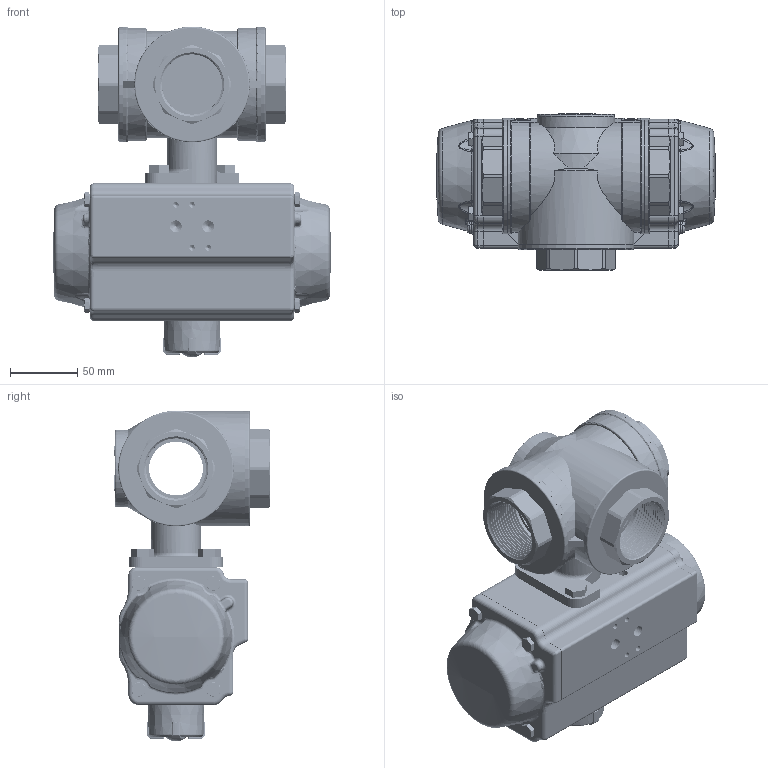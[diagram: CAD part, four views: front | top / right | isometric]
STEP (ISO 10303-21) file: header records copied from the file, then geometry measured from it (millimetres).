
FILE_DESCRIPTION(/* description */ ('Unknown','CAx-IF Rec.Pracs.---Representation and Presentation of Product Manufacturing Information (PMI)---4.0---2014-10-13','CAx-IF Rec.Pracs.---3D Tessellated Geometry---0.4---2014-09-14','2;1'),/* implementation_level */ '2;1');
FILE_NAME(/* name */ 'DW04 0837_0838-08',/* time_stamp */ '2023-10-31T09:38:14+01:00',/* author */ ('Unknown'),/* organization */ ('Unknown'),/* preprocessor_version */ 'ST-DEVELOPER v18.102',/* originating_system */ 'Solid Edge',/* authorisation */ 'Unknown');
FILE_SCHEMA (('AP242_MANAGED_MODEL_BASED_3D_ENGINEERING_MIM_LF { 1 0 10303 442 1 1 4 }'));
Products named in the file (14): DW70-2.330_335.040; 2.330_335.040; 351-08-002; 351-08-005; 351-08-001; M8x20; DW70_FR52; ____; ________(___________; _____________; ______; hex head bolts-full thread grade c gb_GB_FASTENER_BOLT_HHBFTC M6X20-N; cup head nib bolts with large head gb_GB_FASTENER_BOLT_CHNBW M6X25-N; KP-75
Assembly tree (26 placements, depth 4):
  DW70-2.330_335.040
    2.330_335.040
      351-08-002  x3
      351-08-005
      351-08-001
    M8x20  x3
    DW70_FR52
      ____
        ________(___________  x2
        _____________  x2
        ______
      hex head bolts-full thread grade c gb_GB_FASTENER_BOLT_HHBFTC M6X20-N  x8
      cup head nib bolts with large head gb_GB_FASTENER_BOLT_CHNBW M6X25-N
      KP-75
Bounding box: 206.95 x 116.25 x 245.91 mm (x, y, z)
Volume: 2012382.9 mm3; surface area: 278144.8 mm2
Topology: 23 solids, 23 shells, 2071 faces, 5526 edges, 3568 vertices
Faces by surface type: plane 1038, cylinder 481, bspline 242, cone 184, torus 108, sphere 18
Full cylindrical faces by diameter (mm): 3 x18, 3.3 x8, 4.2 x8, 4.66 x1, 5 x13, 6 x9, 6.2 x1, 6.8 x4, 7 x19, 8 x3, 8.5 x1, 8.8 x2, 9 x3, 16.4 x2, 21 x4, 21.8 x1, 24 x1, 24.6 x1, 25 x1, 32 x2, 37 x1, 38.5 x1, 40 x4, 44.845 x33, 52 x4, 58 x4, 75 x14, 77 x21, 78 x3, 86 x3
Entity records: 71575 total; most frequent: CARTESIAN_POINT 33257, ORIENTED_EDGE 8162, DIRECTION 7381, EDGE_CURVE 4081, VERTEX_POINT 2784, AXIS2_PLACEMENT_3D 2643, LINE 2095, VECTOR 2095
